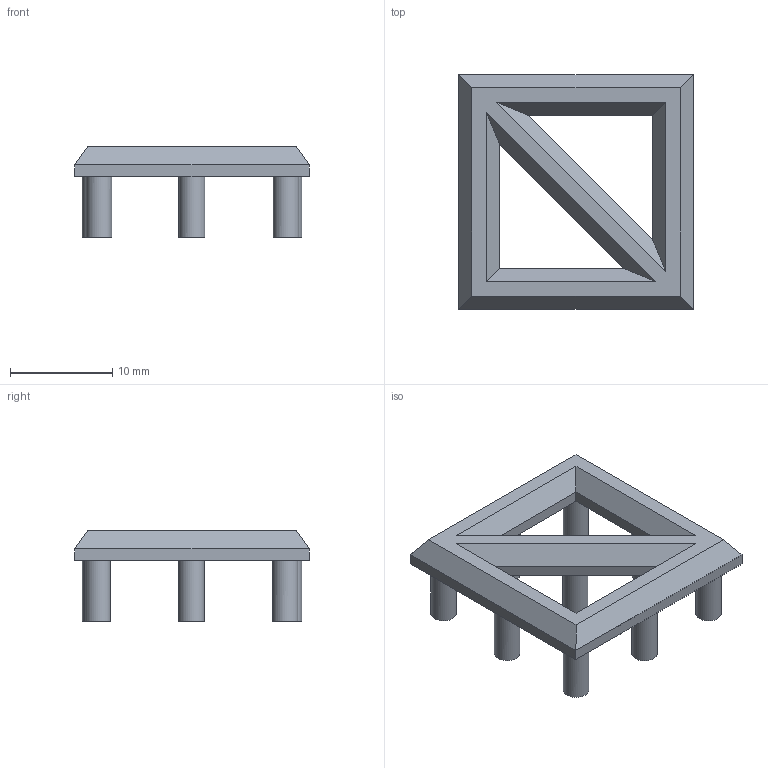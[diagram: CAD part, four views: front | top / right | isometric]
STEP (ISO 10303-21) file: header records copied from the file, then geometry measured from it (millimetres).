
FILE_DESCRIPTION(/* description */ (''),/* implementation_level */ '2;1');
FILE_NAME(/* name */ 'Eva_0_01.step',/* time_stamp */ '2021-10-25T13:57:34+02:00',/* author */ (''),/* organization */ (''),/* preprocessor_version */ 'ST-DEVELOPER v18.1',/* originating_system */ 'Autodesk Translation Framework v10.10.0.1391',/* authorisation */ '');
FILE_SCHEMA (('AUTOMOTIVE_DESIGN { 1 0 10303 214 3 1 1 }'));
Length unit declared in the file: millimetre
Products named in the file (1): Eva_0_01
Bounding box: 23 x 23 x 8.9 mm (x, y, z)
Volume: 1058.8 mm3; surface area: 1803.6 mm2
Topology: 1 solids, 1 shells, 58 faces, 104 edges, 66 vertices
Faces by surface type: plane 40, bspline 18
Entity records: 2165 total; most frequent: CARTESIAN_POINT 1111, ORIENTED_EDGE 208, DIRECTION 150, EDGE_CURVE 104, EDGE_LOOP 80, LINE 68, VECTOR 68, VERTEX_POINT 66
